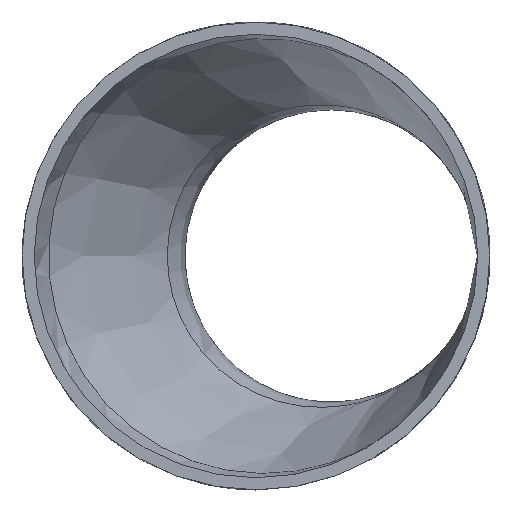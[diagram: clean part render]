
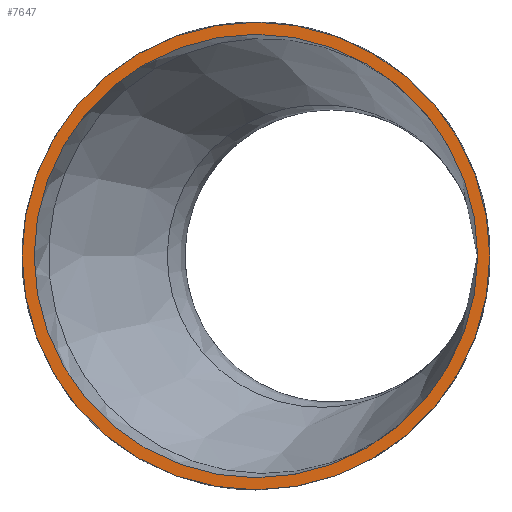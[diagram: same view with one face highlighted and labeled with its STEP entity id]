
A CAD part, left-side view. The second image highlights one B-rep face of the part: STEP entity #7647.
In plain terms, the highlighted planar face has unit normal (-1, 0, 0).
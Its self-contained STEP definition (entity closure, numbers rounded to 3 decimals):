
#1226 = ORIENTED_EDGE ( 'NONE', *, *, #18936, .F. ) ;
#3349 = CARTESIAN_POINT ( 'NONE',  ( 0., 0., 42.15 ) ) ;
#3450 = DIRECTION ( 'NONE',  ( 0., 0., 1. ) ) ;
#4214 = AXIS2_PLACEMENT_3D ( 'NONE', #7057, #12679, #14611 ) ;
#5116 = CARTESIAN_POINT ( 'NONE',  ( 0., 0., 44.45 ) ) ;
#6040 = FACE_BOUND ( 'NONE', #21733, .T. ) ;
#7057 = CARTESIAN_POINT ( 'NONE',  ( 0., 0., 0. ) ) ;
#7647 = ADVANCED_FACE ( 'NONE', ( #6040, #13265 ), #16234, .T. ) ;
#9023 = DIRECTION ( 'NONE',  ( -1., 0., 0. ) ) ;
#9167 = CARTESIAN_POINT ( 'NONE',  ( 0., 0., 0. ) ) ;
#10412 = VERTEX_POINT ( 'NONE', #3349 ) ;
#11738 = AXIS2_PLACEMENT_3D ( 'NONE', #19772, #23722, #16399 ) ;
#11889 = EDGE_LOOP ( 'NONE', ( #20443 ) ) ;
#12679 = DIRECTION ( 'NONE',  ( -1., 0., 0. ) ) ;
#13265 = FACE_OUTER_BOUND ( 'NONE', #11889, .T. ) ;
#14611 = DIRECTION ( 'NONE',  ( 0., 0., 1. ) ) ;
#15743 = CIRCLE ( 'NONE', #11738, 44.45 ) ;
#16234 = PLANE ( 'NONE',  #4214 ) ;
#16399 = DIRECTION ( 'NONE',  ( 0., 0., 1. ) ) ;
#18219 = VERTEX_POINT ( 'NONE', #5116 ) ;
#18936 = EDGE_CURVE ( 'NONE', #10412, #10412, #20914, .T. ) ;
#19772 = CARTESIAN_POINT ( 'NONE',  ( 0., 0., 0. ) ) ;
#20443 = ORIENTED_EDGE ( 'NONE', *, *, #20658, .T. ) ;
#20658 = EDGE_CURVE ( 'NONE', #18219, #18219, #15743, .T. ) ;
#20914 = CIRCLE ( 'NONE', #21748, 42.15 ) ;
#21733 = EDGE_LOOP ( 'NONE', ( #1226 ) ) ;
#21748 = AXIS2_PLACEMENT_3D ( 'NONE', #9167, #9023, #3450 ) ;
#23722 = DIRECTION ( 'NONE',  ( -1., 0., 0. ) ) ;
